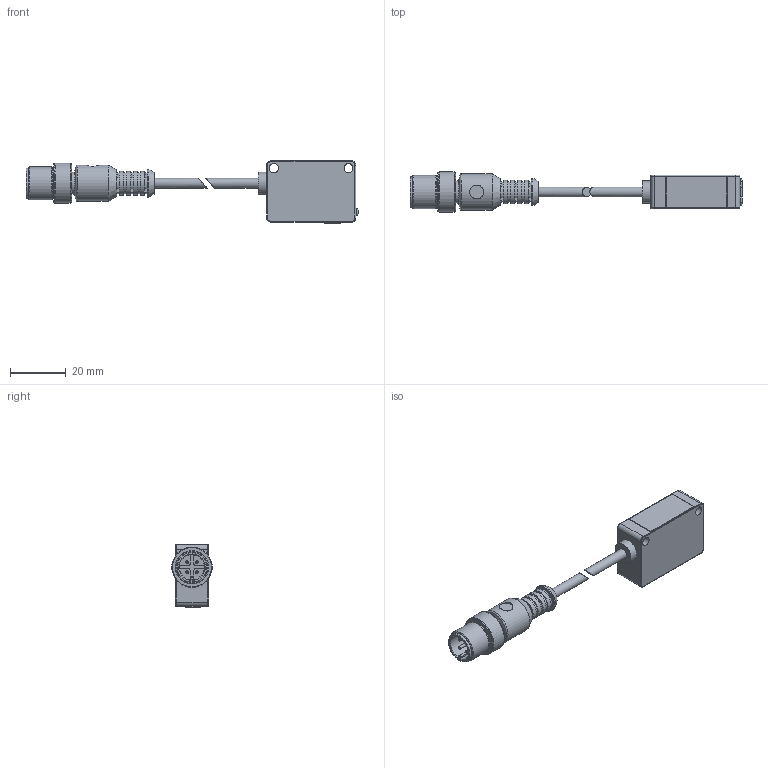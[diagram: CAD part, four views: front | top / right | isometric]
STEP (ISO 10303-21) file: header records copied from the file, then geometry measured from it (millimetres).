
FILE_DESCRIPTION( ( 'Unknown' ), '1' );
FILE_NAME( 'P1KY002.stp', 'Unknown', ( 'Unknown' ), ( 'Unknown' ), 'PSStep 17.0.49', 'Unknown', ' ' );
FILE_SCHEMA( ( 'AUTOMOTIVE_DESIGN { 1 0 10303 214 1 1 1 1 }' ) );
Length unit declared in the file: millimetre
Products named in the file (2): Dummy Klebstoff
Bounding box: 119.1 x 14.5 x 22.5 mm (x, y, z)
Volume: 12929.5 mm3; surface area: 6259.9 mm2
Topology: 2 solids, 2 shells, 281 faces, 687 edges, 443 vertices
Faces by surface type: plane 148, cylinder 93, cone 20, torus 18, bspline 2
Full cylindrical faces by diameter (mm): 1 x4, 3.2 x2, 3.5 x3, 5 x1, 7.5 x2, 8 x2, 8.5 x4, 9 x1, 10 x1, 10.8 x1, 11.25 x1, 12 x1, 13 x1, 14.25 x2, 14.5 x1
Entity records: 10152 total; most frequent: CARTESIAN_POINT 1464, DIRECTION 1392, ORIENTED_EDGE 1216, EDGE_CURVE 608, AXIS2_PLACEMENT_3D 525, VERTEX_POINT 417, EDGE_LOOP 371, LINE 342
